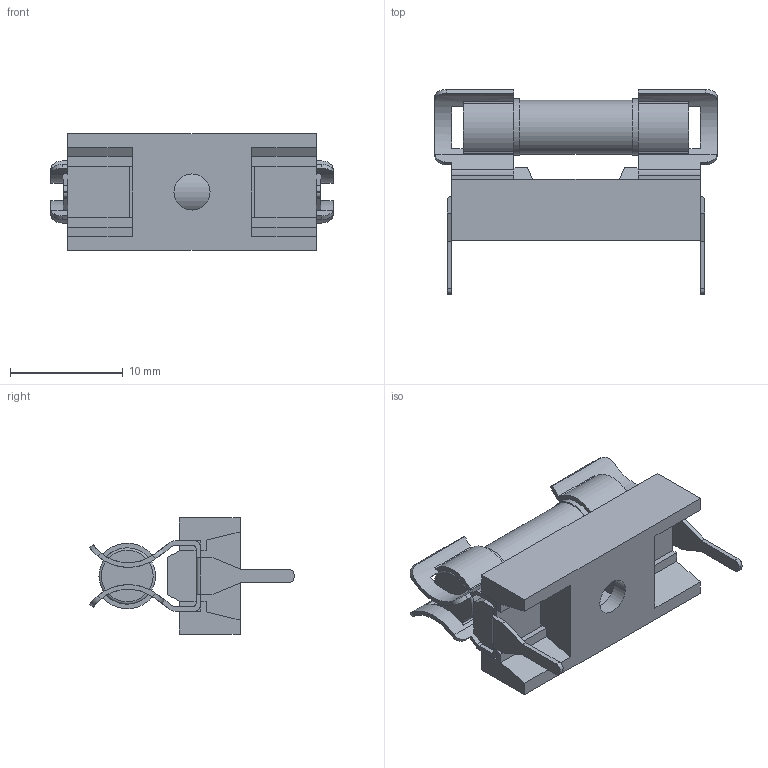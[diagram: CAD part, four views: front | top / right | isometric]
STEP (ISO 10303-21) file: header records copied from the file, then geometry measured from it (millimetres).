
FILE_DESCRIPTION(/* description */ (''),/* implementation_level */ '2;1');
FILE_NAME(/* name */ 'Fuse holder PCB 5x20.stp',/* time_stamp */ '2025-02-25T22:25:58+01:00',/* author */ ('Bruno'),/* organization */ (''),/* preprocessor_version */ 'ST-DEVELOPER v18',/* originating_system */ 'Autodesk Inventor 2020',/* authorisation */ '');
FILE_SCHEMA (('AUTOMOTIVE_DESIGN { 1 0 10303 214 3 1 1 }'));
Length unit declared in the file: millimetre
Products named in the file (1): Support fusible PCB 5x20
Bounding box: 25 x 18.12 x 10.3 mm (x, y, z)
Volume: 1058.5 mm3; surface area: 2463.2 mm2
Topology: 7 solids, 7 shells, 199 faces, 568 edges, 377 vertices
Faces by surface type: plane 126, cylinder 68, torus 5
Full cylindrical faces by diameter (mm): 3.2 x1, 4.8 x3, 5 x2
Entity records: 6698 total; most frequent: CARTESIAN_POINT 1241, ORIENTED_EDGE 1136, DIRECTION 1132, EDGE_CURVE 568, AXIS2_PLACEMENT_3D 380, VERTEX_POINT 377, LINE 372, VECTOR 372
